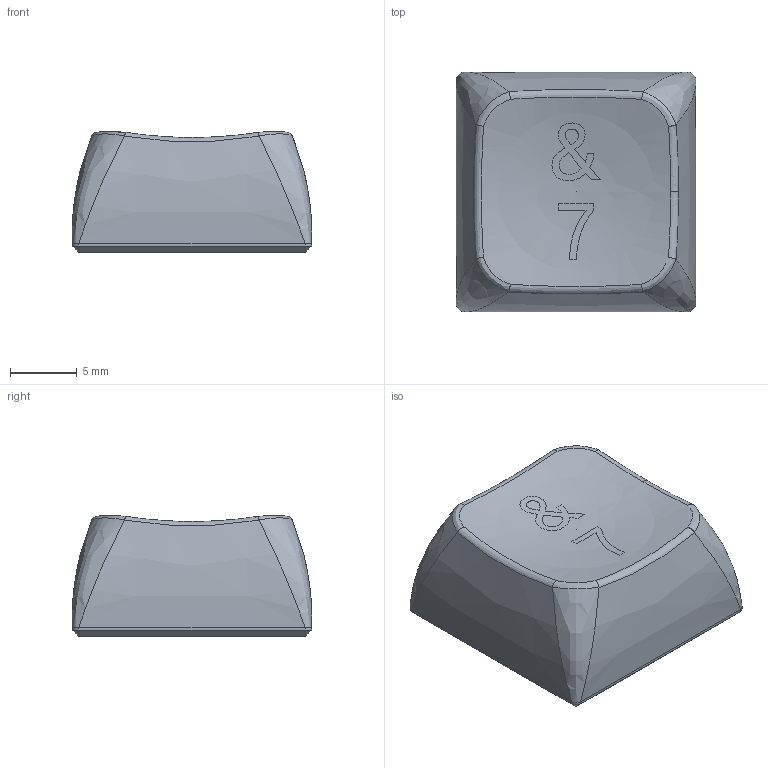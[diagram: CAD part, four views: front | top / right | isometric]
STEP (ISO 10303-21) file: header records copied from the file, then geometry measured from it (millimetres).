
FILE_DESCRIPTION(('Open CASCADE Model'),'2;1');
FILE_NAME('7&','2025-07-26T23:18:24',('Author'),('Open CASCADE'), 'Open CASCADE STEP processor 7.8','build123d','Unknown');
FILE_SCHEMA(('AUTOMOTIVE_DESIGN { 1 0 10303 214 1 1 1 1 }'));
Length unit declared in the file: millimetre
Products named in the file (7): =>[0:1:1:2]; 7&; SOLID; ASSEMBLY
Assembly tree (6 placements, depth 5):
  =>[0:1:1:2]
    7&
      SOLID
      ASSEMBLY
        ASSEMBLY
          SOLID
          SOLID
Bounding box: 18 x 18 x 9.08 mm (x, y, z)
Volume: 1259.6 mm3; surface area: 1549.3 mm2
Topology: 3 solids, 3 shells, 109 faces, 278 edges, 177 vertices
Faces by surface type: plane 49, bspline 26, extrusion 16, cylinder 9, sphere 5, cone 4
Full cylindrical faces by diameter (mm): 5.5 x1
Entity records: 16672 total; most frequent: CARTESIAN_POINT 11614, DIRECTION 739, ORIENTED_EDGE 546, PCURVE 546, DEFINITIONAL_REPRESENTATION 546, VECTOR 436, LINE 420, B_SPLINE_CURVE_WITH_KNOTS 287
